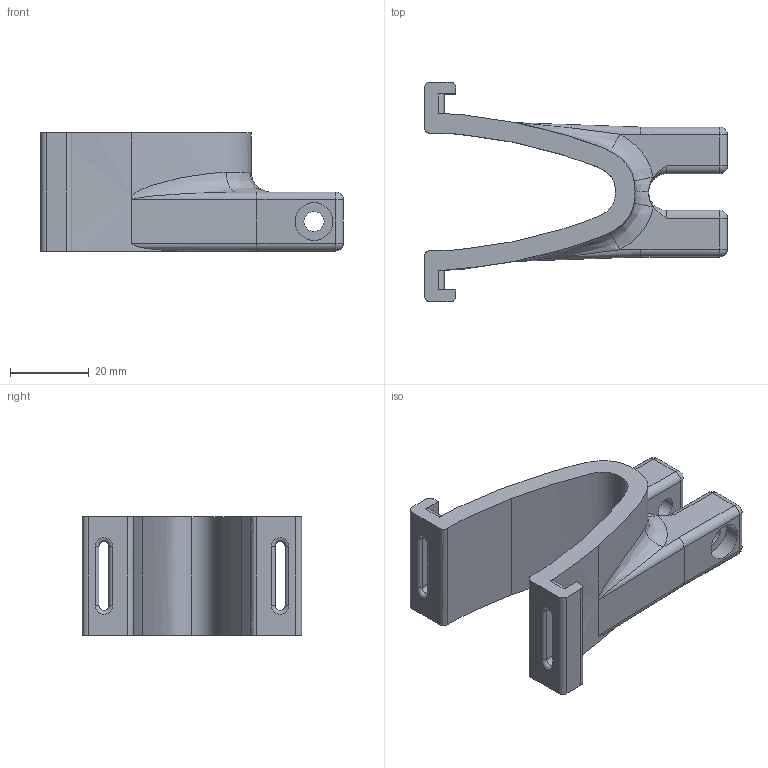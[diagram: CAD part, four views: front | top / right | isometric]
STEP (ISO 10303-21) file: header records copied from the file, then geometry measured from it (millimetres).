
FILE_DESCRIPTION(/* description */ ('','CAx-IF Rec.Pracs.---Representation and Presentation of Product Manufacturing Information (PMI)---4.0---2014-10-13'),/* implementation_level */ '2;1');
FILE_NAME(/* name */ 'Peloton.step',/* time_stamp */ '2025-01-31T11:57:39-05:00',/* author */ (''),/* organization */ (''),/* preprocessor_version */ 'ST-DEVELOPER v20',/* originating_system */ 'Autodesk Translation Framework v13.20.0.188',/* authorisation */ '');
FILE_SCHEMA (('AP242_MANAGED_MODEL_BASED_3D_ENGINEERING_MIM_LF { 1 0 10303 442 1 1 4 }'));
Length unit declared in the file: millimetre
Products named in the file (1): (Unsaved)
Bounding box: 77 x 55.8 x 30 mm (x, y, z)
Volume: 31366.3 mm3; surface area: 13045.8 mm2
Topology: 1 solids, 1 shells, 116 faces, 291 edges, 179 vertices
Faces by surface type: cylinder 45, plane 35, bspline 16, torus 12, sphere 8
Full cylindrical faces by diameter (mm): 5.1 x2, 9.6 x1
Entity records: 4817 total; most frequent: CARTESIAN_POINT 2074, ORIENTED_EDGE 582, DIRECTION 536, EDGE_CURVE 291, AXIS2_PLACEMENT_3D 200, VERTEX_POINT 179, LINE 136, VECTOR 136
